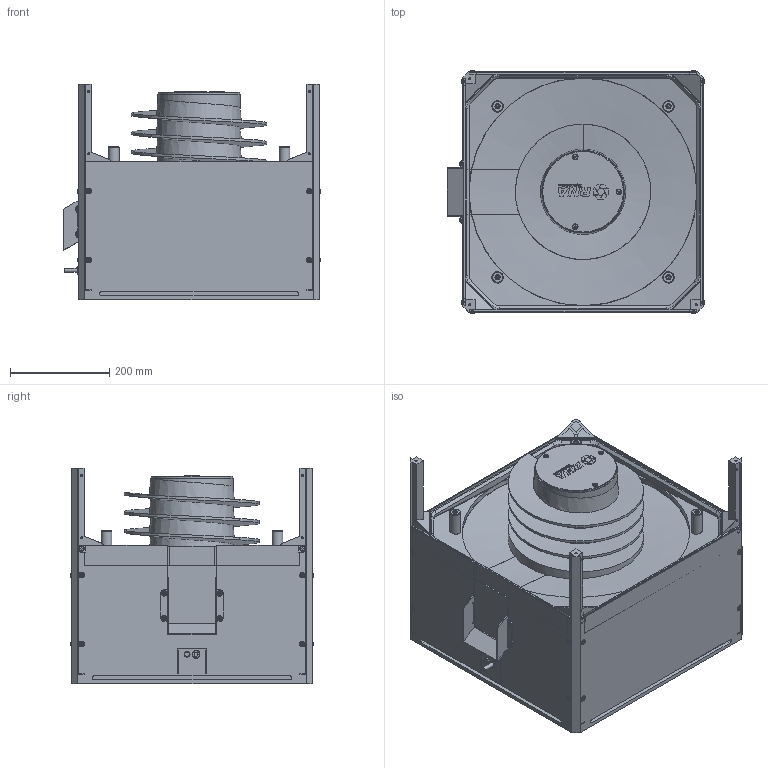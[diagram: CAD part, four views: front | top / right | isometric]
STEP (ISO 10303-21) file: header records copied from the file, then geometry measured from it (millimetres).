
FILE_DESCRIPTION(/* description */ (''),/* implementation_level */ '2;1');
FILE_NAME(/* name */ 'ROTU_M_RL_Dummy.stp',/* time_stamp */ '2021-09-29T15:16:16+02:00',/* author */ ('User'),/* organization */ (''),/* preprocessor_version */ 'ST-DEVELOPER v18.1',/* originating_system */ 'Autodesk Inventor 2021',/* authorisation */ '');
FILE_SCHEMA (('CONFIG_CONTROL_DESIGN'));
Length unit declared in the file: inch
Products named in the file (1): ROTU_M_RL_Dummy
Bounding box: 517.75 x 489.5 x 433.5 mm (x, y, z)
Volume: 61036688.3 mm3; surface area: 1827016.2 mm2
Topology: 1 solids, 109 shells, 2706 faces, 7219 edges, 4748 vertices
Faces by surface type: plane 1487, cylinder 716, cone 243, bspline 190, torus 40, sphere 30
Full cylindrical faces by diameter (mm): 2 x2, 3.229 x20, 4.134 x28, 4.917 x10, 5 x32, 6 x7, 6.2 x16, 6.4 x8, 6.647 x6, 6.917 x4, 8 x10, 8.5 x16, 9.43 x11, 9.9 x1, 10 x18, 10.376 x12, 10.5 x4, 11 x5, 11.2 x20, 12 x12, 13 x8, 15.9 x1, 16 x8, 18 x16, 20.752 x1, 22 x4, 22.8 x4, 60 x1, 120.6 x1, 121.6 x1
Entity records: 92248 total; most frequent: CARTESIAN_POINT 21548, ORIENTED_EDGE 14244, DIRECTION 14236, EDGE_CURVE 7122, AXIS2_PLACEMENT_3D 5207, VERTEX_POINT 4748, LINE 3822, VECTOR 3822
